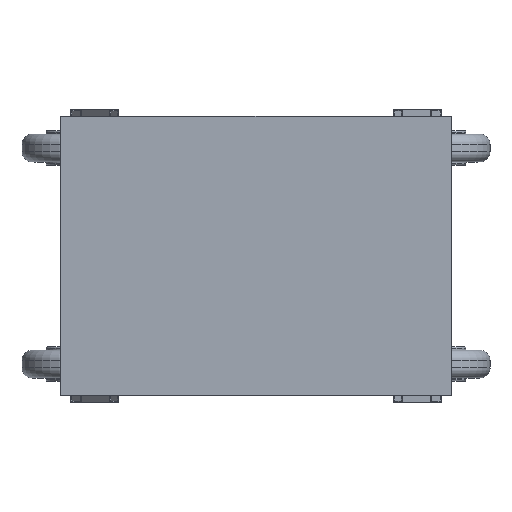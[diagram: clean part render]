
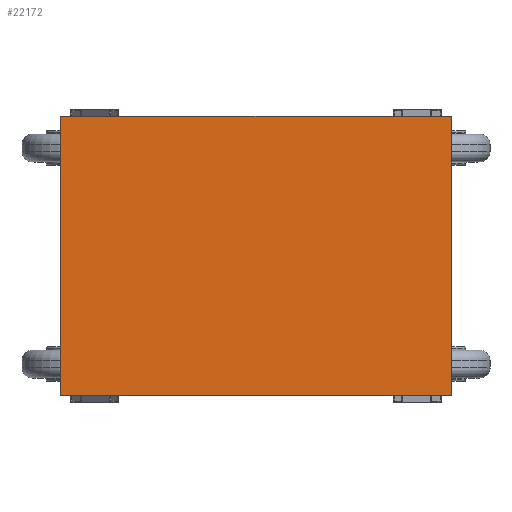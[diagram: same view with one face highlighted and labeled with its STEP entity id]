
A CAD part, top view. The second image highlights one B-rep face of the part: STEP entity #22172.
In plain terms, the highlighted planar face has unit normal (0, 0, 1).
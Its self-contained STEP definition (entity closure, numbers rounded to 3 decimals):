
#1150=FACE_OUTER_BOUND('',#2390,.T.);
#2390=EDGE_LOOP('',(#14633,#14634,#14635,#14636));
#3783=LINE('',#31204,#6459);
#3787=LINE('',#31212,#6463);
#3790=LINE('',#31218,#6466);
#3793=LINE('',#31223,#6469);
#6459=VECTOR('',#25158,10.);
#6463=VECTOR('',#25164,10.);
#6466=VECTOR('',#25169,10.);
#6469=VECTOR('',#25174,10.);
#9135=VERTEX_POINT('',#31202);
#9136=VERTEX_POINT('',#31203);
#9139=VERTEX_POINT('',#31211);
#9141=VERTEX_POINT('',#31217);
#11325=EDGE_CURVE('',#9135,#9136,#3783,.T.);
#11329=EDGE_CURVE('',#9139,#9135,#3787,.T.);
#11332=EDGE_CURVE('',#9141,#9139,#3790,.T.);
#11335=EDGE_CURVE('',#9136,#9141,#3793,.T.);
#14633=ORIENTED_EDGE('',*,*,#11335,.F.);
#14634=ORIENTED_EDGE('',*,*,#11325,.F.);
#14635=ORIENTED_EDGE('',*,*,#11329,.F.);
#14636=ORIENTED_EDGE('',*,*,#11332,.F.);
#21194=PLANE('',#23475);
#22172=ADVANCED_FACE('',(#1150),#21194,.F.);
#23475=AXIS2_PLACEMENT_3D('',#31226,#25178,#25179);
#25158=DIRECTION('',(-1.,0.,0.));
#25164=DIRECTION('',(0.,-1.,0.));
#25169=DIRECTION('',(1.,0.,0.));
#25174=DIRECTION('',(0.,1.,0.));
#25178=DIRECTION('center_axis',(0.,0.,-1.));
#25179=DIRECTION('ref_axis',(1.,0.,0.));
#31202=CARTESIAN_POINT('',(700.,-484.,185.311));
#31203=CARTESIAN_POINT('',(0.,-484.,185.311));
#31204=CARTESIAN_POINT('',(700.,-484.,185.311));
#31211=CARTESIAN_POINT('',(700.,16.,185.311));
#31212=CARTESIAN_POINT('',(700.,16.,185.311));
#31217=CARTESIAN_POINT('',(0.,16.,185.311));
#31218=CARTESIAN_POINT('',(0.,16.,185.311));
#31223=CARTESIAN_POINT('',(0.,-484.,185.311));
#31226=CARTESIAN_POINT('Origin',(350.,-234.,185.311));
